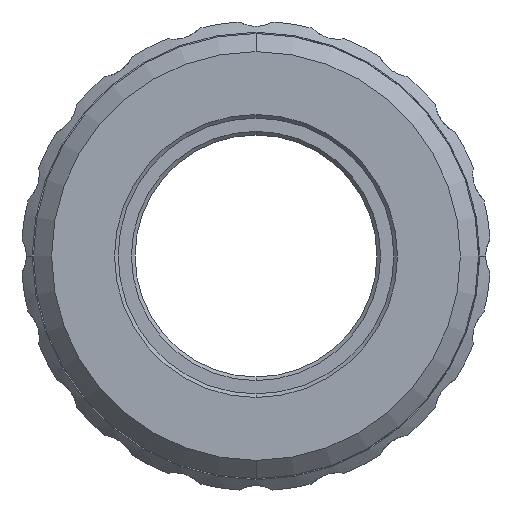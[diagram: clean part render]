
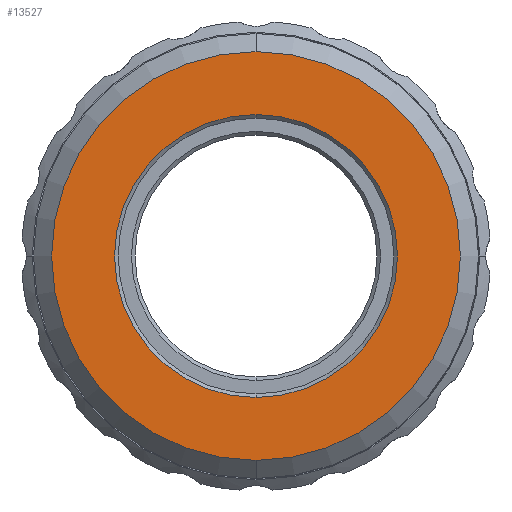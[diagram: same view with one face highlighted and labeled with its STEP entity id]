
A CAD part, front view. The second image highlights one B-rep face of the part: STEP entity #13527.
In plain terms, the highlighted planar face has unit normal (0, -1, 0).
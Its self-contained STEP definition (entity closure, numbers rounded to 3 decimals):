
#1936 = VERTEX_POINT ( 'NONE', #14981 ) ;
#3027 = CIRCLE ( 'NONE', #10333, 11.7 ) ;
#3933 = DIRECTION ( 'NONE',  ( 0., 1., 0. ) ) ;
#4216 = FACE_OUTER_BOUND ( 'NONE', #15112, .T. ) ;
#4918 = CARTESIAN_POINT ( 'NONE',  ( 0., 1.281, 16.9 ) ) ;
#5104 = VERTEX_POINT ( 'NONE', #18105 ) ;
#5568 = PLANE ( 'NONE',  #9393 ) ;
#6080 = DIRECTION ( 'NONE',  ( 1., 0., 0. ) ) ;
#6990 = VERTEX_POINT ( 'NONE', #4918 ) ;
#7349 = ORIENTED_EDGE ( 'NONE', *, *, #11535, .T. ) ;
#7590 = CARTESIAN_POINT ( 'NONE',  ( 0., 1.281, 0. ) ) ;
#7819 = CIRCLE ( 'NONE', #12100, 11.7 ) ;
#8713 = CARTESIAN_POINT ( 'NONE',  ( 0., 1.281, 0. ) ) ;
#9312 = ORIENTED_EDGE ( 'NONE', *, *, #9898, .F. ) ;
#9393 = AXIS2_PLACEMENT_3D ( 'NONE', #16091, #11484, #10050 ) ;
#9536 = ORIENTED_EDGE ( 'NONE', *, *, #9614, .F. ) ;
#9614 = EDGE_CURVE ( 'NONE', #6990, #5104, #13254, .T. ) ;
#9898 = EDGE_CURVE ( 'NONE', #5104, #6990, #14496, .T. ) ;
#10050 = DIRECTION ( 'NONE',  ( 0., 0., -1. ) ) ;
#10333 = AXIS2_PLACEMENT_3D ( 'NONE', #11594, #17643, #17540 ) ;
#11105 = CARTESIAN_POINT ( 'NONE',  ( 0., 1.281, 0. ) ) ;
#11484 = DIRECTION ( 'NONE',  ( 0., -1., 0. ) ) ;
#11535 = EDGE_CURVE ( 'NONE', #1936, #15417, #7819, .T. ) ;
#11594 = CARTESIAN_POINT ( 'NONE',  ( 0., 1.281, 0. ) ) ;
#12100 = AXIS2_PLACEMENT_3D ( 'NONE', #7590, #13339, #6080 ) ;
#12442 = ORIENTED_EDGE ( 'NONE', *, *, #14859, .T. ) ;
#12954 = AXIS2_PLACEMENT_3D ( 'NONE', #8713, #13127, #17829 ) ;
#13027 = FACE_BOUND ( 'NONE', #13145, .T. ) ;
#13127 = DIRECTION ( 'NONE',  ( 0., 1., 0. ) ) ;
#13145 = EDGE_LOOP ( 'NONE', ( #7349, #12442 ) ) ;
#13254 = CIRCLE ( 'NONE', #12954, 16.9 ) ;
#13339 = DIRECTION ( 'NONE',  ( 0., 1., 0. ) ) ;
#13527 = ADVANCED_FACE ( 'NONE', ( #13027, #4216 ), #5568, .T. ) ;
#13887 = AXIS2_PLACEMENT_3D ( 'NONE', #11105, #3933, #18771 ) ;
#14496 = CIRCLE ( 'NONE', #13887, 16.9 ) ;
#14859 = EDGE_CURVE ( 'NONE', #15417, #1936, #3027, .T. ) ;
#14981 = CARTESIAN_POINT ( 'NONE',  ( 0., 1.281, 11.7 ) ) ;
#15027 = CARTESIAN_POINT ( 'NONE',  ( 0., 1.281, -11.7 ) ) ;
#15112 = EDGE_LOOP ( 'NONE', ( #9536, #9312 ) ) ;
#15417 = VERTEX_POINT ( 'NONE', #15027 ) ;
#16091 = CARTESIAN_POINT ( 'NONE',  ( 0., 1.281, 16.9 ) ) ;
#17540 = DIRECTION ( 'NONE',  ( 1., 0., 0. ) ) ;
#17643 = DIRECTION ( 'NONE',  ( 0., 1., 0. ) ) ;
#17829 = DIRECTION ( 'NONE',  ( 1., 0., 0. ) ) ;
#18105 = CARTESIAN_POINT ( 'NONE',  ( 0., 1.281, -16.9 ) ) ;
#18771 = DIRECTION ( 'NONE',  ( 1., 0., 0. ) ) ;
